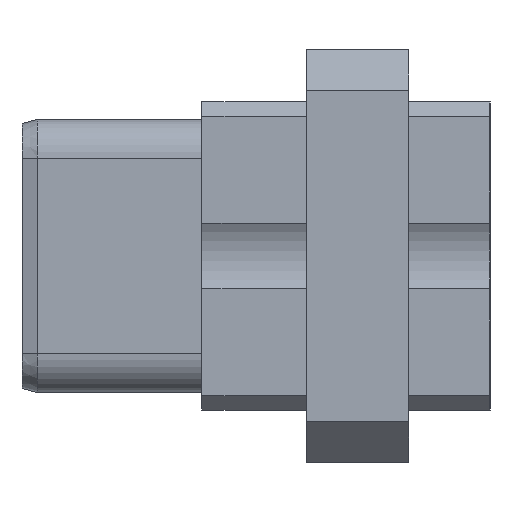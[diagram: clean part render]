
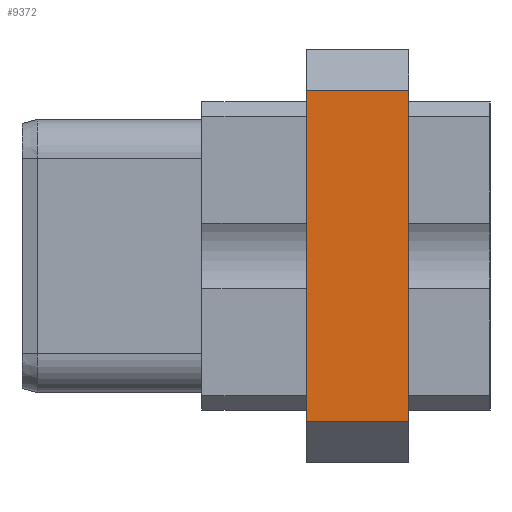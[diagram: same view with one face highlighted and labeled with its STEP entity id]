
A CAD part, left-side view. The second image highlights one B-rep face of the part: STEP entity #9372.
In plain terms, the highlighted planar face has unit normal (-1, 0, 0).
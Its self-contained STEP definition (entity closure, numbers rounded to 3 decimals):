
#295=DIRECTION('',(0.,0.,1.));
#296=VECTOR('',#295,16.3);
#297=CARTESIAN_POINT('',(-28.724,-10.154,-8.15));
#298=LINE('',#297,#296);
#487=DIRECTION('',(0.,1.,0.));
#488=VECTOR('',#487,5.028);
#489=CARTESIAN_POINT('',(-28.724,-10.154,8.15));
#490=LINE('',#489,#488);
#491=DIRECTION('',(0.,0.,1.));
#492=VECTOR('',#491,16.3);
#493=CARTESIAN_POINT('',(-28.724,-5.126,-8.15));
#494=LINE('',#493,#492);
#495=DIRECTION('',(0.,-1.,0.));
#496=VECTOR('',#495,5.028);
#497=CARTESIAN_POINT('',(-28.724,-5.126,-8.15));
#498=LINE('',#497,#496);
#7536=CARTESIAN_POINT('',(-28.724,-5.126,8.15));
#7538=VERTEX_POINT('',#7536);
#7541=CARTESIAN_POINT('',(-28.724,-5.126,-8.15));
#7543=VERTEX_POINT('',#7541);
#7552=CARTESIAN_POINT('',(-28.724,-10.154,8.15));
#7554=VERTEX_POINT('',#7552);
#7557=CARTESIAN_POINT('',(-28.724,-10.154,-8.15));
#7559=VERTEX_POINT('',#7557);
#9359=CARTESIAN_POINT('',(-28.724,-5.65,-10.14));
#9360=DIRECTION('',(-1.,0.,0.));
#9361=DIRECTION('',(0.,0.,1.));
#9362=AXIS2_PLACEMENT_3D('',#9359,#9360,#9361);
#9363=PLANE('',#9362);
#9364=ORIENTED_EDGE('',*,*,#9183,.F.);
#9366=ORIENTED_EDGE('',*,*,#9365,.F.);
#9368=ORIENTED_EDGE('',*,*,#9367,.T.);
#9369=ORIENTED_EDGE('',*,*,#9352,.F.);
#9370=EDGE_LOOP('',(#9364,#9366,#9368,#9369));
#9371=FACE_OUTER_BOUND('',#9370,.F.);
#9372=ADVANCED_FACE('',(#9371),#9363,.T.);
#9183=EDGE_CURVE('',#7559,#7554,#298,.T.);
#9352=EDGE_CURVE('',#7554,#7538,#490,.T.);
#9365=EDGE_CURVE('',#7543,#7559,#498,.T.);
#9367=EDGE_CURVE('',#7543,#7538,#494,.T.);
